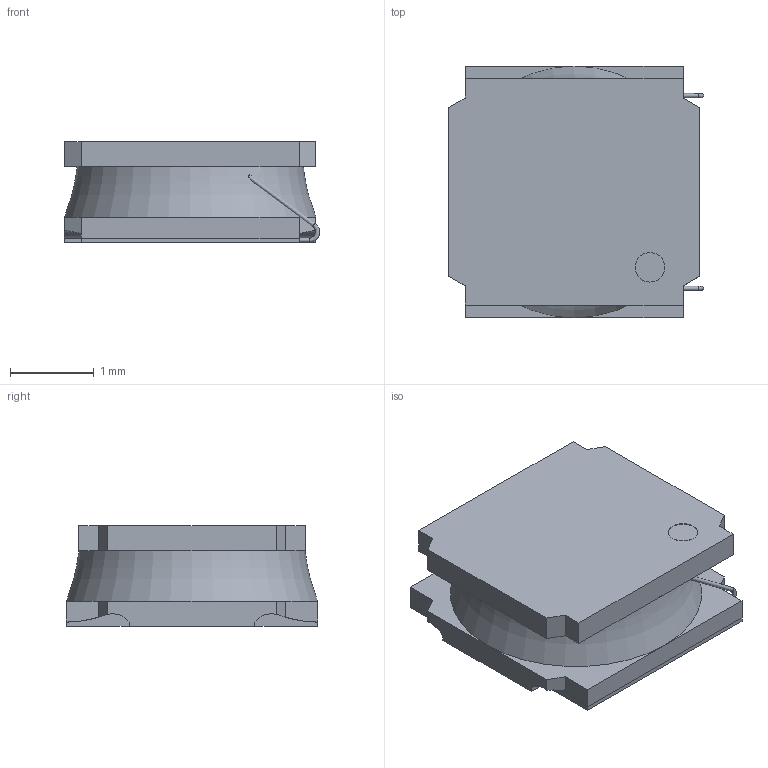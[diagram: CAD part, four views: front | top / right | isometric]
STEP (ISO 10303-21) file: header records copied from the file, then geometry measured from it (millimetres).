
FILE_DESCRIPTION( ( 'Unknown' ), '1' );
FILE_NAME( 'IndLQSH_3012.stp', 'Unknown', ( 'Unknown' ), ( 'Unknown' ), 'PSStep 18.0.17', 'Unknown', ' ' );
FILE_SCHEMA( ( 'AUTOMOTIVE_DESIGN { 1 0 10303 214 1 1 1 1 }' ) );
Length unit declared in the file: millimetre
Products named in the file (6): Assem1; housing; contact; Glue; Wire
Assembly tree (6 placements, depth 2):
  Assem1
    housing
    contact  x2
    Glue
    Wire
    Wire
Bounding box: 3.04 x 3 x 1.2 mm (x, y, z)
Volume: 8.7 mm3; surface area: 68.1 mm2
Topology: 6 solids, 6 shells, 69 faces, 155 edges, 103 vertices
Faces by surface type: plane 49, cylinder 17, bspline 2, torus 1
Full cylindrical faces by diameter (mm): 0.05 x6, 0.353 x1, 1 x2
Entity records: 2349 total; most frequent: CARTESIAN_POINT 388, DIRECTION 295, ORIENTED_EDGE 250, EDGE_CURVE 125, AXIS2_PLACEMENT_3D 105, VERTEX_POINT 90, LINE 85, VECTOR 85
